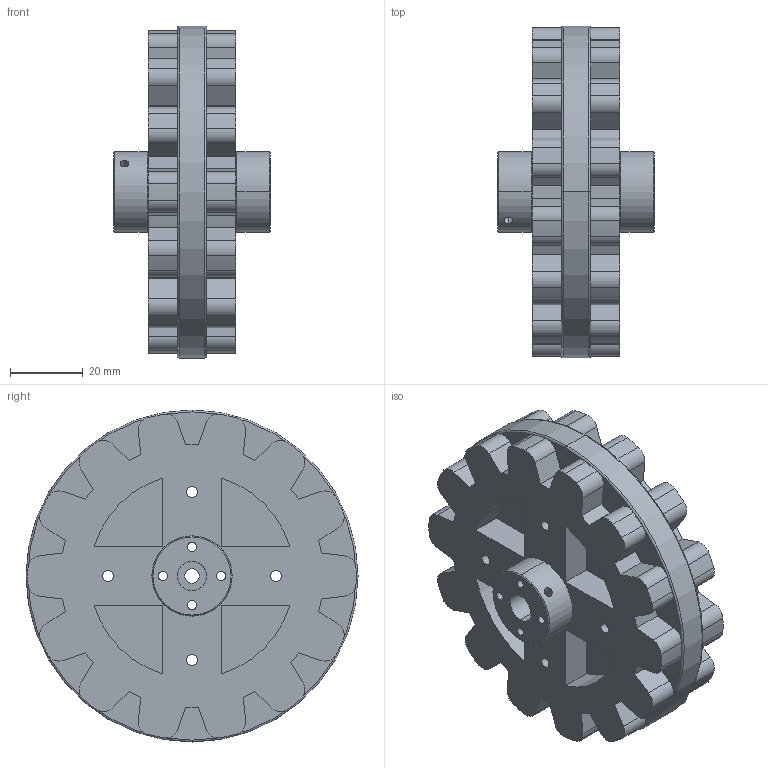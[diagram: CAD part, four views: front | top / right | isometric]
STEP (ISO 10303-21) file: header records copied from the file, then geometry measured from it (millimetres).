
FILE_DESCRIPTION (( 'STEP AP203' ), '1' );
FILE_NAME ('Laser_Sprocket.STEP', '2015-09-09T06:49:54', ( 'user' ), ( '' ), 'SwSTEP 2.0', 'SolidWorks 2015', '' );
FILE_SCHEMA (( 'CONFIG_CONTROL_DESIGN' ));
Length unit declared in the file: millimetre
Products named in the file (4): Laser_Sprocket; Laser-Sprocket_Center; Laser-Sprocket_Side; MotorHub
Assembly tree (5 placements, depth 2):
  Laser_Sprocket
    Laser-Sprocket_Center
    Laser-Sprocket_Side  x2
    MotorHub  x2
Bounding box: 43 x 91 x 91 mm (x, y, z)
Volume: 127484.2 mm3; surface area: 50146.8 mm2
Topology: 5 solids, 5 shells, 328 faces, 926 edges, 612 vertices
Faces by surface type: cylinder 198, plane 114, cone 12, torus 4
Entity records: 6453 total; most frequent: DIRECTION 1091, CARTESIAN_POINT 1082, ORIENTED_EDGE 994, EDGE_CURVE 497, AXIS2_PLACEMENT_3D 413, VERTEX_POINT 328, LINE 265, VECTOR 265
